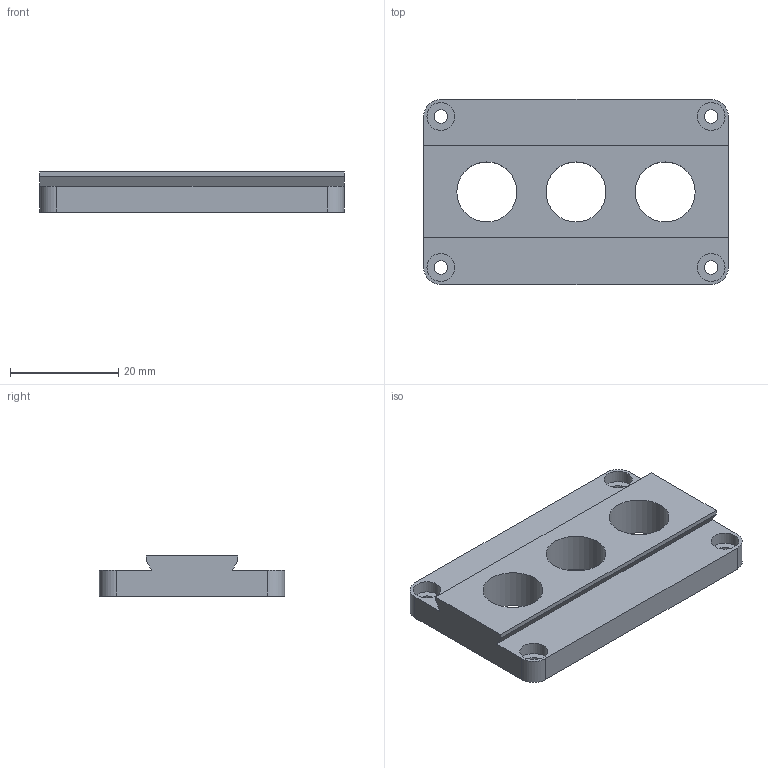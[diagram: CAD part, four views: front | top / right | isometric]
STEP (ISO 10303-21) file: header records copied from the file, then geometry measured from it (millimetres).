
FILE_DESCRIPTION (( 'STEP AP203' ), '1' );
FILE_NAME ('15510000E_step.STEP', '2018-10-29T16:52:10', ( '' ), ( '' ), 'SwSTEP 2.0', 'SolidWorks 2016', '' );
FILE_SCHEMA (( 'CONFIG_CONTROL_DESIGN' ));
Length unit declared in the file: inch
Products named in the file (1): 15510000E_step
Bounding box: 56.39 x 34.29 x 7.44 mm (x, y, z)
Volume: 9240.5 mm3; surface area: 5613.3 mm2
Topology: 1 solids, 1 shells, 31 faces, 75 edges, 50 vertices
Faces by surface type: plane 16, cylinder 15
Full cylindrical faces by diameter (mm): 2.54 x4, 5.156 x4, 11.1 x3
Entity records: 971 total; most frequent: DIRECTION 158, CARTESIAN_POINT 146, ORIENTED_EDGE 128, EDGE_CURVE 64, AXIS2_PLACEMENT_3D 62, EDGE_LOOP 60, VERTEX_POINT 50, FACE_OUTER_BOUND 42
